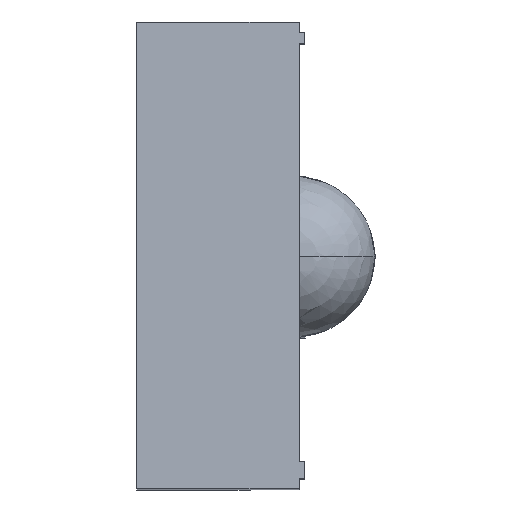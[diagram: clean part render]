
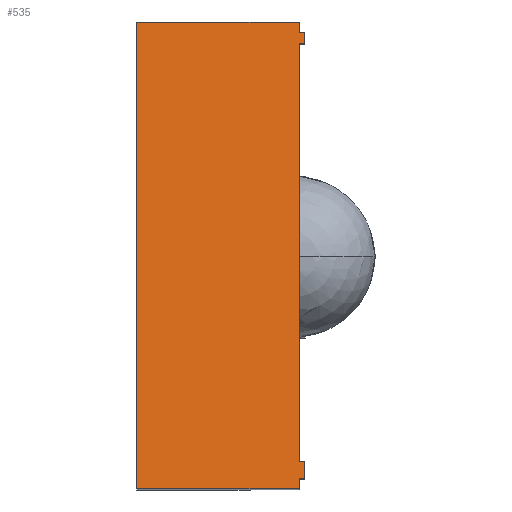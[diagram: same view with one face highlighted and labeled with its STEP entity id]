
A CAD part, top view. The second image highlights one B-rep face of the part: STEP entity #535.
In plain terms, the highlighted planar face has unit normal (0.174, 0, 0.985).
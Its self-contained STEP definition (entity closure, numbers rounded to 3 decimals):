
#26=VECTOR('',#27,1.);
#27=DIRECTION('',(0.,1.,0.));
#126=VECTOR('',#127,1.);
#127=DIRECTION('',(0.,-1.,0.));
#249=VERTEX_POINT('',#250);
#250=CARTESIAN_POINT('',(0.743,-3.47,5.423));
#253=EDGE_CURVE('',#249,#254,#256,.T.);
#254=VERTEX_POINT('',#255);
#255=CARTESIAN_POINT('',(-0.788,-3.47,5.693));
#256=LINE('',#257,#258);
#257=CARTESIAN_POINT('',(0.335,-3.47,5.495));
#258=VECTOR('',#259,1.);
#259=DIRECTION('',(-0.985,0.,0.174));
#271=VERTEX_POINT('',#272);
#272=CARTESIAN_POINT('',(0.743,0.93,5.423));
#274=ORIENTED_EDGE('',*,*,#275,.T.);
#275=EDGE_CURVE('',#271,#276,#278,.T.);
#276=VERTEX_POINT('',#277);
#277=CARTESIAN_POINT('',(-0.788,0.93,5.693));
#278=LINE('',#279,#258);
#279=CARTESIAN_POINT('',(0.335,0.93,5.495));
#290=ORIENTED_EDGE('',*,*,#291,.T.);
#291=EDGE_CURVE('',#276,#254,#292,.T.);
#292=LINE('',#293,#126);
#293=CARTESIAN_POINT('',(-0.788,-1.535,5.693));
#358=VERTEX_POINT('',#359);
#359=CARTESIAN_POINT('',(0.743,-3.37,5.423));
#363=EDGE_CURVE('',#358,#249,#364,.T.);
#364=LINE('',#365,#126);
#365=CARTESIAN_POINT('',(0.743,-3.685,5.423));
#375=VERTEX_POINT('',#376);
#376=CARTESIAN_POINT('',(0.793,-3.37,5.414));
#380=EDGE_CURVE('',#375,#358,#381,.T.);
#381=LINE('',#382,#258);
#382=CARTESIAN_POINT('',(0.359,-3.37,5.49));
#389=ORIENTED_EDGE('',*,*,#390,.T.);
#390=EDGE_CURVE('',#375,#391,#393,.T.);
#391=VERTEX_POINT('',#392);
#392=CARTESIAN_POINT('',(0.793,-3.37,5.414));
#393=LINE('',#394,#26);
#394=CARTESIAN_POINT('',(0.793,-3.685,5.414));
#405=ORIENTED_EDGE('',*,*,#406,.T.);
#406=EDGE_CURVE('',#391,#407,#409,.T.);
#407=VERTEX_POINT('',#408);
#408=CARTESIAN_POINT('',(0.793,-3.213,5.414));
#409=LINE('',#410,#26);
#410=CARTESIAN_POINT('',(0.793,-3.685,5.414));
#421=ORIENTED_EDGE('',*,*,#422,.T.);
#422=EDGE_CURVE('',#407,#423,#425,.T.);
#423=VERTEX_POINT('',#424);
#424=CARTESIAN_POINT('',(0.743,-3.213,5.423));
#425=LINE('',#426,#258);
#426=CARTESIAN_POINT('',(0.359,-3.213,5.49));
#437=ORIENTED_EDGE('',*,*,#438,.T.);
#438=EDGE_CURVE('',#423,#439,#441,.T.);
#439=VERTEX_POINT('',#440);
#440=CARTESIAN_POINT('',(0.743,0.73,5.423));
#441=LINE('',#442,#26);
#442=CARTESIAN_POINT('',(0.743,-3.606,5.423));
#478=ORIENTED_EDGE('',*,*,#479,.T.);
#479=EDGE_CURVE('',#439,#480,#482,.T.);
#480=VERTEX_POINT('',#481);
#481=CARTESIAN_POINT('',(0.793,0.73,5.414));
#482=LINE('',#483,#484);
#483=CARTESIAN_POINT('',(0.335,0.73,5.495));
#484=VECTOR('',#485,1.);
#485=DIRECTION('',(0.985,0.,-0.174));
#496=ORIENTED_EDGE('',*,*,#497,.T.);
#497=EDGE_CURVE('',#480,#498,#500,.T.);
#498=VERTEX_POINT('',#499);
#499=CARTESIAN_POINT('',(0.793,0.83,5.414));
#500=LINE('',#501,#26);
#501=CARTESIAN_POINT('',(0.793,-1.635,5.414));
#514=VERTEX_POINT('',#515);
#515=CARTESIAN_POINT('',(0.743,0.83,5.423));
#519=EDGE_CURVE('',#514,#498,#520,.T.);
#520=LINE('',#521,#484);
#521=CARTESIAN_POINT('',(0.335,0.83,5.495));
#529=EDGE_CURVE('',#271,#514,#530,.T.);
#530=LINE('',#531,#126);
#531=CARTESIAN_POINT('',(0.743,-1.535,5.423));
#535=ADVANCED_FACE('',(#536),#543,.T.);
#536=FACE_BOUND('',#537,.T.);
#537=EDGE_LOOP('',(#538,#274,#290,#539,#540,#541,#389,#405,#421,#437,#478,#496,#542));
#538=ORIENTED_EDGE('',*,*,#529,.F.);
#539=ORIENTED_EDGE('',*,*,#253,.F.);
#540=ORIENTED_EDGE('',*,*,#363,.F.);
#541=ORIENTED_EDGE('',*,*,#380,.F.);
#542=ORIENTED_EDGE('',*,*,#519,.F.);
#543=PLANE('',#544);
#544=AXIS2_PLACEMENT_3D('',#545,#546,#485);
#545=CARTESIAN_POINT('',(-1.,-4.,5.73));
#546=DIRECTION('',(0.174,0.,0.985));
